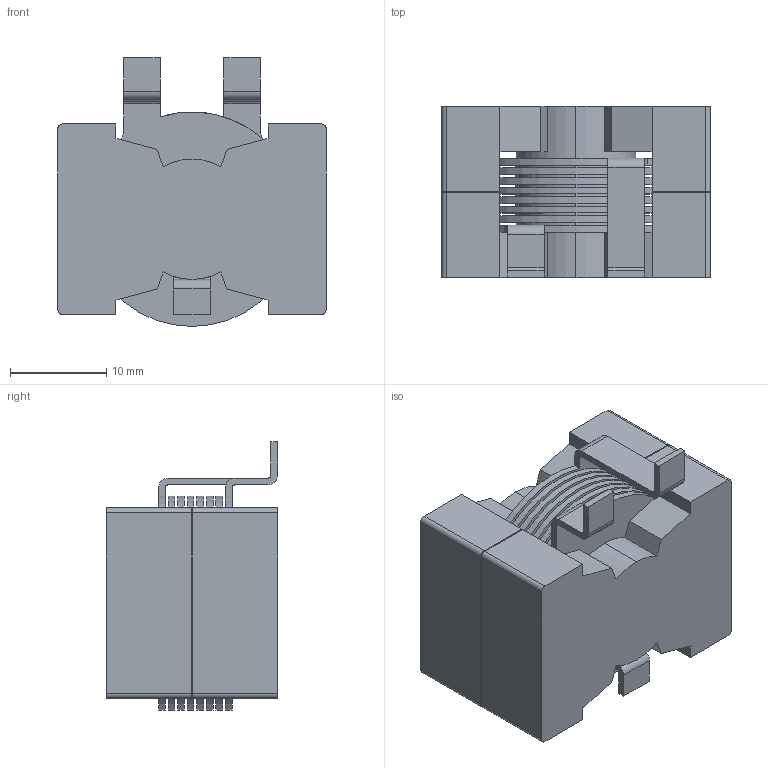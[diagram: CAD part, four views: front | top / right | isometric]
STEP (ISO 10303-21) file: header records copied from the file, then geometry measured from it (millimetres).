
FILE_DESCRIPTION (( 'STEP AP214' ), '1' );
FILE_NAME ('SER2918H-103KL.STEP', '2025-03-03T21:31:31', ( '' ), ( '' ), 'SwSTEP 2.0', 'SolidWorks 2021', '' );
FILE_SCHEMA (( 'AUTOMOTIVE_DESIGN' ));
Length unit declared in the file: millimetre
Products named in the file (1): SER2918H-103KL
Bounding box: 27.9 x 17.78 x 27.94 mm (x, y, z)
Volume: 8254.8 mm3; surface area: 9271.9 mm2
Topology: 11 solids, 11 shells, 172 faces, 424 edges, 274 vertices
Faces by surface type: plane 97, cylinder 67, cone 8
Entity records: 5252 total; most frequent: DIRECTION 910, CARTESIAN_POINT 891, ORIENTED_EDGE 848, EDGE_CURVE 424, AXIS2_PLACEMENT_3D 317, LINE 276, VECTOR 276, VERTEX_POINT 274
